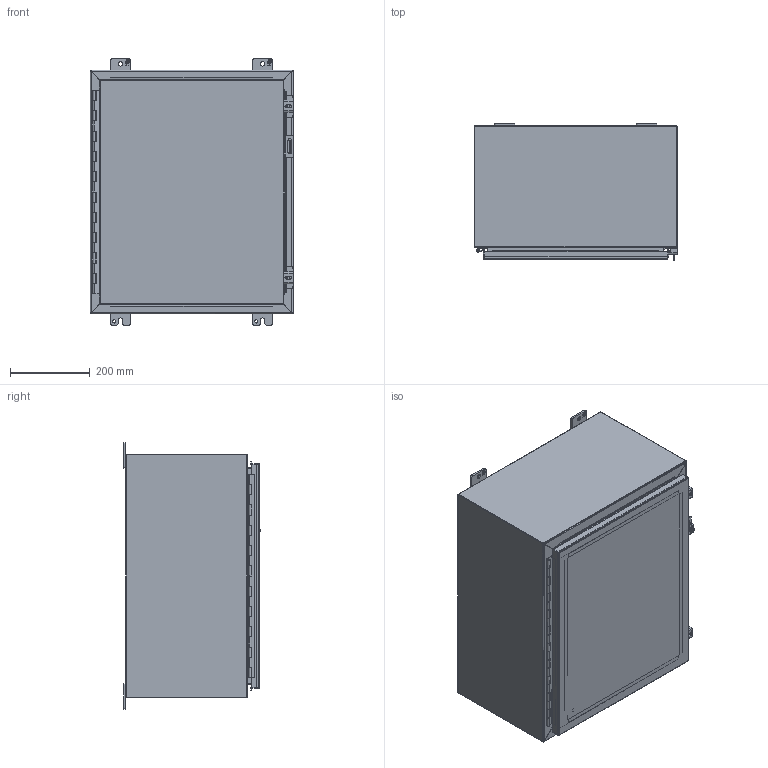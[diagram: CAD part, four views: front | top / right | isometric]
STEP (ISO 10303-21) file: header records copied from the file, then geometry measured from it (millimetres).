
FILE_DESCRIPTION (( 'STEP AP214' ), '1' );
FILE_NAME ('1418E12.STEP', '2019-10-22T19:25:56', ( '' ), ( '' ), 'SwSTEP 2.0', 'SolidWorks 2019', '' );
FILE_SCHEMA (( 'AUTOMOTIVE_DESIGN' ));
Length unit declared in the file: inch
Products named in the file (1): 1418E12
Bounding box: 510.39 x 341.3 x 666.75 mm (x, y, z)
Volume: 3487652.5 mm3; surface area: 3602921.7 mm2
Topology: 28 solids, 28 shells, 930 faces, 2420 edges, 1566 vertices
Faces by surface type: plane 624, cylinder 258, bspline 36, sphere 8, cone 4
Full cylindrical faces by diameter (mm): 3.175 x1, 5.41 x2, 6.35 x2, 7.937 x6, 8.382 x4, 9.525 x4, 9.906 x2, 11.113 x4, 12.7 x4, 16.51 x4
Entity records: 41166 total; most frequent: CARTESIAN_POINT 6910, ORIENTED_EDGE 4694, DIRECTION 4517, EDGE_CURVE 2347, LINE 1791, VECTOR 1791, VERTEX_POINT 1550, AXIS2_PLACEMENT_3D 1363
